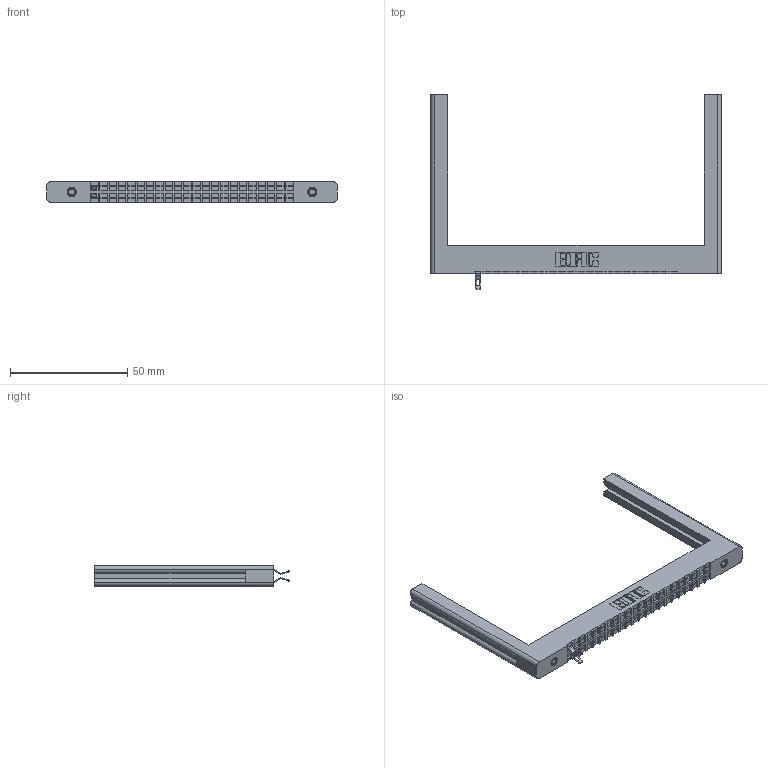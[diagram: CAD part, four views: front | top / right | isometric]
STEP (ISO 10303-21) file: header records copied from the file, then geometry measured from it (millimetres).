
FILE_DESCRIPTION (( 'STEP AP203' ), '1' );
FILE_NAME ('322-044-555-257.STEP', '2018-08-01T11:38:39', ( '' ), ( '' ), 'SwSTEP 2.0', 'SolidWorks 2016', '' );
FILE_SCHEMA (( 'CONFIG_CONTROL_DESIGN' ));
Length unit declared in the file: inch
Products named in the file (4): 322 Part; 307-290-001_555; 307-250-006-100_307-250-116-100; 322-044-555-257
Assembly tree (5 placements, depth 2):
  322-044-555-257
    322 Part
    307-290-001_555  x2
    307-250-006-100_307-250-116-100  x2
Bounding box: 123.83 x 82.93 x 8.71 mm (x, y, z)
Volume: 15560.5 mm3; surface area: 14475.9 mm2
Topology: 5 solids, 5 shells, 703 faces, 2183 edges, 1450 vertices
Faces by surface type: plane 547, cylinder 152, cone 4
Entity records: 22824 total; most frequent: ORIENTED_EDGE 4036, CARTESIAN_POINT 4012, DIRECTION 3574, EDGE_CURVE 2018, VECTOR 1766, LINE 1766, VERTEX_POINT 1342, AXIS2_PLACEMENT_3D 904
